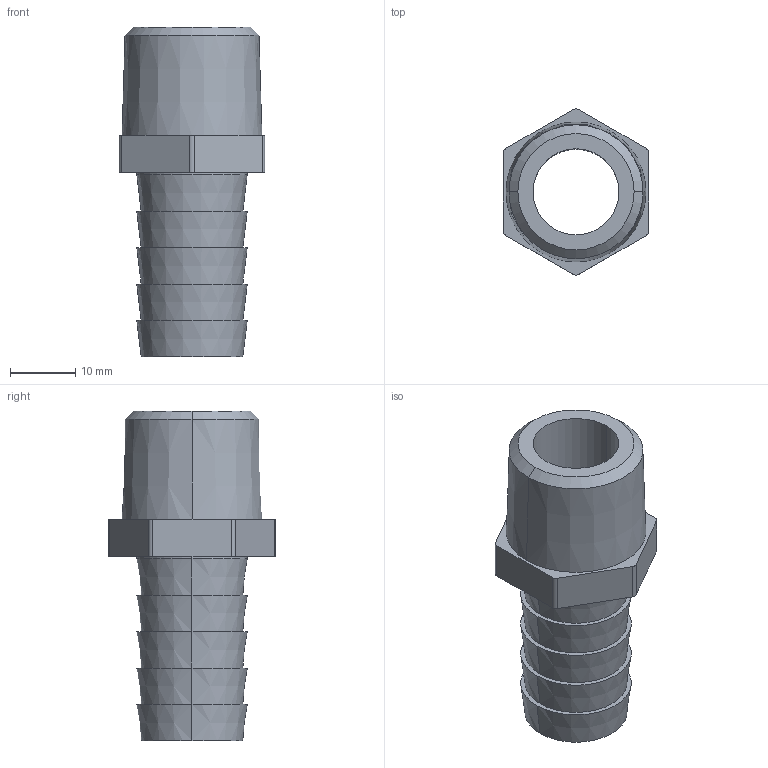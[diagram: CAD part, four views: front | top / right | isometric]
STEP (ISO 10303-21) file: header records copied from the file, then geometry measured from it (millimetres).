
FILE_DESCRIPTION (( 'STEP AP214' ), '1' );
FILE_NAME ('BAHB-58-12N.step', '2017-08-29T20:36:35', ( '' ), ( '' ), 'SwSTEP 2.0', 'SolidWorks 2017', '' );
FILE_SCHEMA (( 'AUTOMOTIVE_DESIGN' ));
Length unit declared in the file: inch
Products named in the file (1): BAHB-58-12N
Bounding box: 22.23 x 25.43 x 50.37 mm (x, y, z)
Volume: 7017.4 mm3; surface area: 5645.9 mm2
Topology: 1 solids, 1 shells, 38 faces, 86 edges, 56 vertices
Faces by surface type: cone 14, plane 14, cylinder 10
Entity records: 1126 total; most frequent: DIRECTION 208, CARTESIAN_POINT 181, ORIENTED_EDGE 172, EDGE_CURVE 86, AXIS2_PLACEMENT_3D 83, VERTEX_POINT 56, EDGE_LOOP 46, CIRCLE 44
